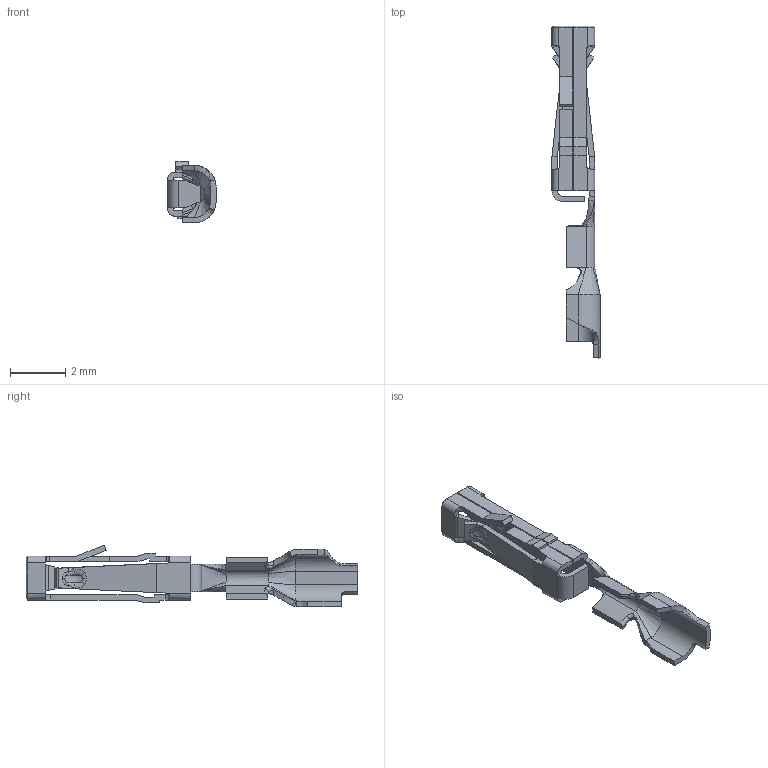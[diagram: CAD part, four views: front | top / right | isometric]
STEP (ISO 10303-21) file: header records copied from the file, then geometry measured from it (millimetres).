
FILE_DESCRIPTION (( 'STEP AP214' ), '1' );
FILE_NAME ('INGUN_115204.STEP', '2023-09-13T05:29:19', ( '' ), ( '' ), 'SwSTEP 2.0', 'SolidWorks 2021', '' );
FILE_SCHEMA (( 'AUTOMOTIVE_DESIGN' ));
Length unit declared in the file: millimetre
Products named in the file (1): INGUN_115204
Bounding box: 1.75 x 12.06 x 2.25 mm (x, y, z)
Volume: 7.8 mm3; surface area: 94.8 mm2
Topology: 1 solids, 1 shells, 304 faces, 770 edges, 464 vertices
Faces by surface type: plane 131, bspline 108, cylinder 57, torus 8
Entity records: 12835 total; most frequent: CARTESIAN_POINT 6315, ORIENTED_EDGE 1536, DIRECTION 1062, EDGE_CURVE 768, VERTEX_POINT 464, LINE 394, VECTOR 394, AXIS2_PLACEMENT_3D 334
